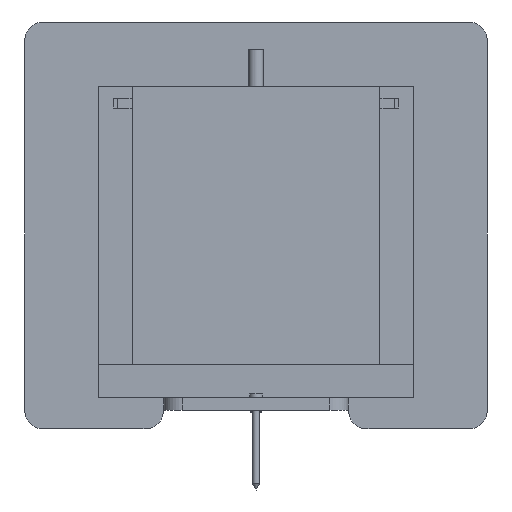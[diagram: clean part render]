
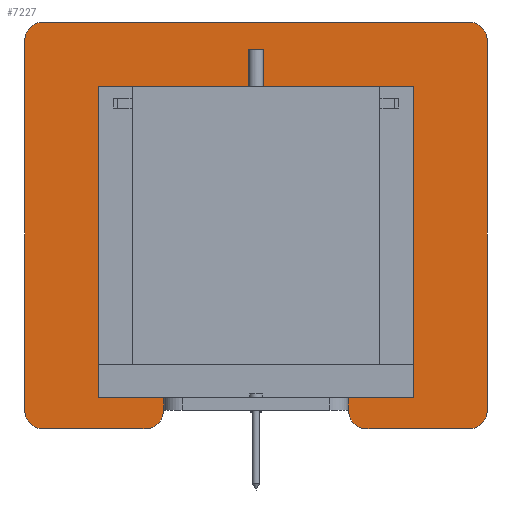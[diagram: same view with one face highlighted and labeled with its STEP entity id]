
A CAD part, front view. The second image highlights one B-rep face of the part: STEP entity #7227.
In plain terms, the highlighted planar face has unit normal (0, -1, 0).
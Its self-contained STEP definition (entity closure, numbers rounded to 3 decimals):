
#33 = CARTESIAN_POINT ( 'NONE',  ( 125., 111.974, 110. ) ) ;
#56 = CARTESIAN_POINT ( 'NONE',  ( -125., 111.974, -100. ) ) ;
#329 = DIRECTION ( 'NONE',  ( 0., -1., 0. ) ) ;
#580 = VECTOR ( 'NONE', #9511, 1000. ) ;
#681 = LINE ( 'NONE', #6304, #580 ) ;
#718 = CIRCLE ( 'NONE', #1751, 10. ) ;
#721 = CARTESIAN_POINT ( 'NONE',  ( -115., 111.974, 110. ) ) ;
#909 = VECTOR ( 'NONE', #4815, 1000. ) ;
#916 = CARTESIAN_POINT ( 'NONE',  ( 115., 111.974, -100. ) ) ;
#985 = VERTEX_POINT ( 'NONE', #7757 ) ;
#1069 = EDGE_CURVE ( 'NONE', #7731, #2261, #681, .T. ) ;
#1278 = CARTESIAN_POINT ( 'NONE',  ( -125., 111.974, 110. ) ) ;
#1332 = DIRECTION ( 'NONE',  ( 0., 0., 1. ) ) ;
#1483 = LINE ( 'NONE', #33, #6579 ) ;
#1490 = EDGE_CURVE ( 'NONE', #3882, #4138, #4030, .T. ) ;
#1572 = CARTESIAN_POINT ( 'NONE',  ( 125., 111.974, -100. ) ) ;
#1585 = CIRCLE ( 'NONE', #6318, 10. ) ;
#1681 = AXIS2_PLACEMENT_3D ( 'NONE', #10358, #10202, #2911 ) ;
#1751 = AXIS2_PLACEMENT_3D ( 'NONE', #6658, #329, #2619 ) ;
#1767 = EDGE_CURVE ( 'NONE', #9133, #8960, #2373, .T. ) ;
#2261 = VERTEX_POINT ( 'NONE', #7214 ) ;
#2366 = EDGE_CURVE ( 'NONE', #4140, #4138, #4173, .T. ) ;
#2373 = LINE ( 'NONE', #7412, #6362 ) ;
#2395 = DIRECTION ( 'NONE',  ( 0., 0., 1. ) ) ;
#2522 = AXIS2_PLACEMENT_3D ( 'NONE', #3010, #6254, #9562 ) ;
#2619 = DIRECTION ( 'NONE',  ( 0., 0., 1. ) ) ;
#2842 = VECTOR ( 'NONE', #9460, 1000. ) ;
#2874 = ORIENTED_EDGE ( 'NONE', *, *, #3647, .F. ) ;
#2911 = DIRECTION ( 'NONE',  ( 0., 0., 1. ) ) ;
#3010 = CARTESIAN_POINT ( 'NONE',  ( -115., 111.974, -100. ) ) ;
#3165 = ORIENTED_EDGE ( 'NONE', *, *, #7646, .F. ) ;
#3449 = EDGE_CURVE ( 'NONE', #7062, #985, #3845, .T. ) ;
#3457 = EDGE_CURVE ( 'NONE', #9133, #2261, #7436, .T. ) ;
#3522 = EDGE_CURVE ( 'NONE', #7062, #8960, #6406, .T. ) ;
#3647 = EDGE_CURVE ( 'NONE', #7301, #6461, #1483, .T. ) ;
#3845 = LINE ( 'NONE', #1278, #2842 ) ;
#3850 = CARTESIAN_POINT ( 'NONE',  ( 115., 111.974, 100. ) ) ;
#3882 = VERTEX_POINT ( 'NONE', #9635 ) ;
#4030 = LINE ( 'NONE', #9025, #4482 ) ;
#4032 = ORIENTED_EDGE ( 'NONE', *, *, #10172, .T. ) ;
#4094 = DIRECTION ( 'NONE',  ( -1., 0., 0. ) ) ;
#4138 = VERTEX_POINT ( 'NONE', #7559 ) ;
#4140 = VERTEX_POINT ( 'NONE', #4346 ) ;
#4173 = CIRCLE ( 'NONE', #10305, 10. ) ;
#4210 = ORIENTED_EDGE ( 'NONE', *, *, #1069, .F. ) ;
#4332 = ORIENTED_EDGE ( 'NONE', *, *, #9933, .T. ) ;
#4346 = CARTESIAN_POINT ( 'NONE',  ( 50., 111.974, -100. ) ) ;
#4382 = CARTESIAN_POINT ( 'NONE',  ( 50., 111.974, -93. ) ) ;
#4482 = VECTOR ( 'NONE', #6500, 1000. ) ;
#4534 = ORIENTED_EDGE ( 'NONE', *, *, #3522, .T. ) ;
#4587 = CARTESIAN_POINT ( 'NONE',  ( -115., 111.974, -110. ) ) ;
#4677 = AXIS2_PLACEMENT_3D ( 'NONE', #6361, #8635, #1332 ) ;
#4767 = ORIENTED_EDGE ( 'NONE', *, *, #2366, .T. ) ;
#4815 = DIRECTION ( 'NONE',  ( 0., 0., 1. ) ) ;
#5022 = ORIENTED_EDGE ( 'NONE', *, *, #1767, .F. ) ;
#5488 = AXIS2_PLACEMENT_3D ( 'NONE', #3850, #5681, #2395 ) ;
#5630 = CARTESIAN_POINT ( 'NONE',  ( 50., 111.974, 0. ) ) ;
#5666 = ORIENTED_EDGE ( 'NONE', *, *, #10180, .F. ) ;
#5681 = DIRECTION ( 'NONE',  ( 0., -1., 0. ) ) ;
#5846 = DIRECTION ( 'NONE',  ( 0., -1., 0. ) ) ;
#5986 = VERTEX_POINT ( 'NONE', #7551 ) ;
#5994 = CARTESIAN_POINT ( 'NONE',  ( 0., 111.974, -93. ) ) ;
#6254 = DIRECTION ( 'NONE',  ( 0., -1., 0. ) ) ;
#6296 = LINE ( 'NONE', #8666, #9887 ) ;
#6304 = CARTESIAN_POINT ( 'NONE',  ( -50., 111.974, 0. ) ) ;
#6318 = AXIS2_PLACEMENT_3D ( 'NONE', #916, #5846, #6799 ) ;
#6361 = CARTESIAN_POINT ( 'NONE',  ( 0., 111.974, 0. ) ) ;
#6362 = VECTOR ( 'NONE', #4094, 1000. ) ;
#6406 = CIRCLE ( 'NONE', #2522, 10. ) ;
#6461 = VERTEX_POINT ( 'NONE', #1572 ) ;
#6462 = EDGE_LOOP ( 'NONE', ( #8841, #4534, #5022, #9037, #4210, #3165, #5666, #4767, #9613, #4332, #2874, #4032, #9733, #8101 ) ) ;
#6500 = DIRECTION ( 'NONE',  ( -1., 0., 0. ) ) ;
#6521 = CARTESIAN_POINT ( 'NONE',  ( -60., 111.974, -110. ) ) ;
#6579 = VECTOR ( 'NONE', #10409, 1000. ) ;
#6658 = CARTESIAN_POINT ( 'NONE',  ( -115., 111.974, 100. ) ) ;
#6799 = DIRECTION ( 'NONE',  ( 0., 0., 1. ) ) ;
#7062 = VERTEX_POINT ( 'NONE', #56 ) ;
#7114 = LINE ( 'NONE', #5630, #909 ) ;
#7214 = CARTESIAN_POINT ( 'NONE',  ( -50., 111.974, -100. ) ) ;
#7227 = ADVANCED_FACE ( 'NONE', ( #10365 ), #8788, .F. ) ;
#7301 = VERTEX_POINT ( 'NONE', #7925 ) ;
#7412 = CARTESIAN_POINT ( 'NONE',  ( 125., 111.974, -110. ) ) ;
#7436 = CIRCLE ( 'NONE', #1681, 10. ) ;
#7551 = CARTESIAN_POINT ( 'NONE',  ( 115., 111.974, 110. ) ) ;
#7559 = CARTESIAN_POINT ( 'NONE',  ( 60., 111.974, -110. ) ) ;
#7639 = VECTOR ( 'NONE', #7651, 1000. ) ;
#7646 = EDGE_CURVE ( 'NONE', #10513, #7731, #8572, .T. ) ;
#7651 = DIRECTION ( 'NONE',  ( -1., 0., 0. ) ) ;
#7731 = VERTEX_POINT ( 'NONE', #9556 ) ;
#7757 = CARTESIAN_POINT ( 'NONE',  ( -125., 111.974, 100. ) ) ;
#7925 = CARTESIAN_POINT ( 'NONE',  ( 125., 111.974, 100. ) ) ;
#8027 = DIRECTION ( 'NONE',  ( 0., -1., 0. ) ) ;
#8101 = ORIENTED_EDGE ( 'NONE', *, *, #9419, .T. ) ;
#8137 = DIRECTION ( 'NONE',  ( 0., 0., 1. ) ) ;
#8572 = LINE ( 'NONE', #5994, #7639 ) ;
#8635 = DIRECTION ( 'NONE',  ( 0., 1., 0. ) ) ;
#8666 = CARTESIAN_POINT ( 'NONE',  ( 125., 111.974, 110. ) ) ;
#8725 = CIRCLE ( 'NONE', #5488, 10. ) ;
#8788 = PLANE ( 'NONE',  #4677 ) ;
#8841 = ORIENTED_EDGE ( 'NONE', *, *, #3449, .F. ) ;
#8960 = VERTEX_POINT ( 'NONE', #4587 ) ;
#8992 = CARTESIAN_POINT ( 'NONE',  ( 60., 111.974, -100. ) ) ;
#9025 = CARTESIAN_POINT ( 'NONE',  ( 125., 111.974, -110. ) ) ;
#9037 = ORIENTED_EDGE ( 'NONE', *, *, #3457, .T. ) ;
#9133 = VERTEX_POINT ( 'NONE', #6521 ) ;
#9340 = EDGE_CURVE ( 'NONE', #9389, #5986, #6296, .T. ) ;
#9389 = VERTEX_POINT ( 'NONE', #721 ) ;
#9419 = EDGE_CURVE ( 'NONE', #9389, #985, #718, .T. ) ;
#9460 = DIRECTION ( 'NONE',  ( 0., 0., 1. ) ) ;
#9511 = DIRECTION ( 'NONE',  ( 0., 0., -1. ) ) ;
#9552 = DIRECTION ( 'NONE',  ( 1., 0., 0. ) ) ;
#9556 = CARTESIAN_POINT ( 'NONE',  ( -50., 111.974, -93. ) ) ;
#9562 = DIRECTION ( 'NONE',  ( 0., 0., 1. ) ) ;
#9613 = ORIENTED_EDGE ( 'NONE', *, *, #1490, .F. ) ;
#9635 = CARTESIAN_POINT ( 'NONE',  ( 115., 111.974, -110. ) ) ;
#9733 = ORIENTED_EDGE ( 'NONE', *, *, #9340, .F. ) ;
#9887 = VECTOR ( 'NONE', #9552, 1000. ) ;
#9933 = EDGE_CURVE ( 'NONE', #3882, #6461, #1585, .T. ) ;
#10172 = EDGE_CURVE ( 'NONE', #7301, #5986, #8725, .T. ) ;
#10180 = EDGE_CURVE ( 'NONE', #4140, #10513, #7114, .T. ) ;
#10202 = DIRECTION ( 'NONE',  ( 0., -1., 0. ) ) ;
#10305 = AXIS2_PLACEMENT_3D ( 'NONE', #8992, #8027, #8137 ) ;
#10358 = CARTESIAN_POINT ( 'NONE',  ( -60., 111.974, -100. ) ) ;
#10365 = FACE_OUTER_BOUND ( 'NONE', #6462, .T. ) ;
#10409 = DIRECTION ( 'NONE',  ( 0., 0., -1. ) ) ;
#10513 = VERTEX_POINT ( 'NONE', #4382 ) ;
